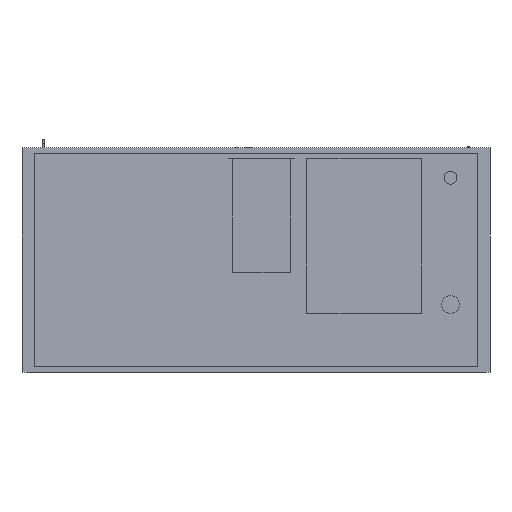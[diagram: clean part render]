
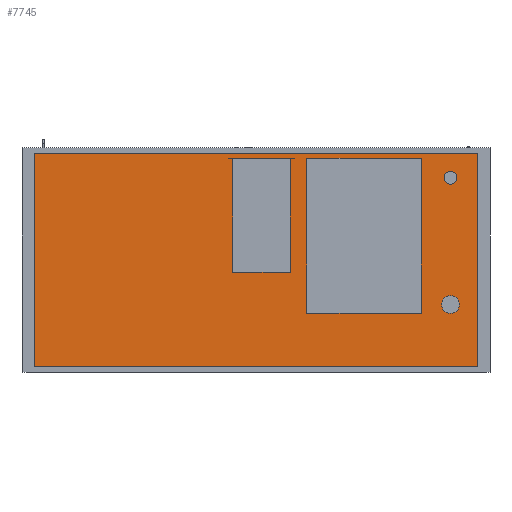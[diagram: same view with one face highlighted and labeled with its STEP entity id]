
A CAD part, front view. The second image highlights one B-rep face of the part: STEP entity #7745.
In plain terms, the highlighted planar face has unit normal (0, -1, 0).
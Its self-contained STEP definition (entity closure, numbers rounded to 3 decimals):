
#122=FACE_BOUND('',#1032,.T.);
#123=FACE_BOUND('',#1033,.T.);
#143=PLANE('',#8302);
#551=FACE_OUTER_BOUND('',#1031,.T.);
#1031=EDGE_LOOP('',(#5490,#5491,#5492,#5493));
#1032=EDGE_LOOP('',(#5494));
#1033=EDGE_LOOP('',(#5495));
#1519=LINE('',#11179,#2482);
#1523=LINE('',#11187,#2486);
#1526=LINE('',#11193,#2489);
#1529=LINE('',#11198,#2492);
#2482=VECTOR('',#8957,10.);
#2486=VECTOR('',#8963,10.);
#2489=VECTOR('',#8968,10.);
#2492=VECTOR('',#8973,10.);
#3432=CIRCLE('',#8286,20.);
#3434=CIRCLE('',#8290,27.5);
#3582=VERTEX_POINT('',#11140);
#3584=VERTEX_POINT('',#11147);
#3593=VERTEX_POINT('',#11177);
#3594=VERTEX_POINT('',#11178);
#3597=VERTEX_POINT('',#11186);
#3599=VERTEX_POINT('',#11192);
#4325=EDGE_CURVE('',#3582,#3582,#3432,.T.);
#4328=EDGE_CURVE('',#3584,#3584,#3434,.T.);
#4341=EDGE_CURVE('',#3593,#3594,#1519,.T.);
#4345=EDGE_CURVE('',#3597,#3593,#1523,.T.);
#4348=EDGE_CURVE('',#3599,#3597,#1526,.T.);
#4351=EDGE_CURVE('',#3594,#3599,#1529,.T.);
#5490=ORIENTED_EDGE('',*,*,#4351,.F.);
#5491=ORIENTED_EDGE('',*,*,#4341,.F.);
#5492=ORIENTED_EDGE('',*,*,#4345,.F.);
#5493=ORIENTED_EDGE('',*,*,#4348,.F.);
#5494=ORIENTED_EDGE('',*,*,#4325,.T.);
#5495=ORIENTED_EDGE('',*,*,#4328,.T.);
#7745=ADVANCED_FACE('',(#551,#122,#123),#143,.F.);
#8286=AXIS2_PLACEMENT_3D('',#11142,#8920,#8921);
#8290=AXIS2_PLACEMENT_3D('',#11149,#8929,#8930);
#8302=AXIS2_PLACEMENT_3D('',#11201,#8977,#8978);
#8920=DIRECTION('center_axis',(0.,1.,0.));
#8921=DIRECTION('ref_axis',(1.,0.,0.));
#8929=DIRECTION('center_axis',(0.,1.,0.));
#8930=DIRECTION('ref_axis',(1.,0.,0.));
#8957=DIRECTION('',(0.,0.,1.));
#8963=DIRECTION('',(-1.,0.,0.));
#8968=DIRECTION('',(0.,0.,-1.));
#8973=DIRECTION('',(1.,0.,0.));
#8977=DIRECTION('center_axis',(0.,1.,0.));
#8978=DIRECTION('ref_axis',(0.,0.,1.));
#11140=CARTESIAN_POINT('',(582.5,0.,255.));
#11142=CARTESIAN_POINT('Origin',(602.5,0.,255.));
#11147=CARTESIAN_POINT('',(575.,0.,-138.));
#11149=CARTESIAN_POINT('Origin',(602.5,0.,-138.));
#11177=CARTESIAN_POINT('',(-687.5,0.,-330.));
#11178=CARTESIAN_POINT('',(-687.5,0.,330.));
#11179=CARTESIAN_POINT('',(-687.5,0.,-330.));
#11186=CARTESIAN_POINT('',(687.5,0.,-330.));
#11187=CARTESIAN_POINT('',(687.5,0.,-330.));
#11192=CARTESIAN_POINT('',(687.5,0.,330.));
#11193=CARTESIAN_POINT('',(687.5,0.,330.));
#11198=CARTESIAN_POINT('',(-687.5,0.,330.));
#11201=CARTESIAN_POINT('Origin',(0.,0.,0.));
